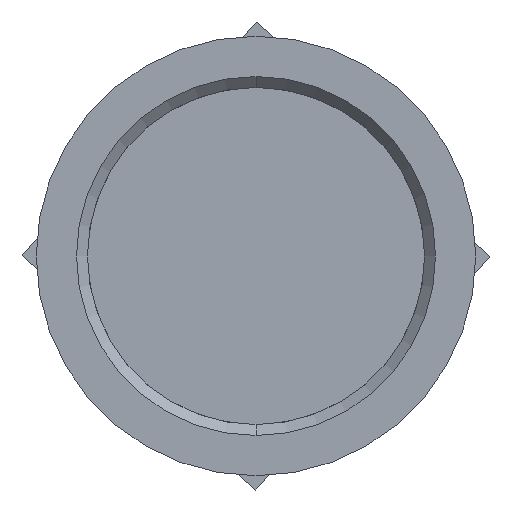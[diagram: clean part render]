
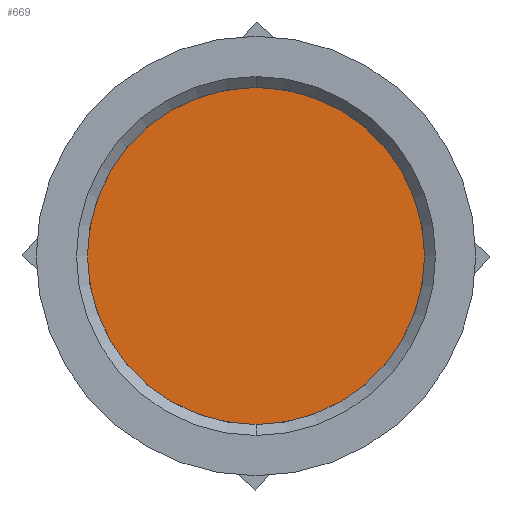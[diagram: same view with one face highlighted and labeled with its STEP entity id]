
A CAD part, front view. The second image highlights one B-rep face of the part: STEP entity #669.
In plain terms, the highlighted planar face has unit normal (0, -1, 0).
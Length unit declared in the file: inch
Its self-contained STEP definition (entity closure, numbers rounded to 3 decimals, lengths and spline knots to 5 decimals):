
#669 = ADVANCED_FACE ( 'NONE', ( #3338 ), #2868, .F. ) ;
#859 = AXIS2_PLACEMENT_3D ( 'NONE', #2869, #2856, #2854 ) ;
#1187 = VERTEX_POINT ( 'NONE', #2528 ) ;
#1876 = VERTEX_POINT ( 'NONE', #6354 ) ;
#2071 = AXIS2_PLACEMENT_3D ( 'NONE', #4366, #4354, #4353 ) ;
#2074 = AXIS2_PLACEMENT_3D ( 'NONE', #4370, #4369, #4368 ) ;
#2352 = ORIENTED_EDGE ( 'NONE', *, *, #5710, .F. ) ;
#2355 = ORIENTED_EDGE ( 'NONE', *, *, #5705, .F. ) ;
#2528 = CARTESIAN_POINT ( 'NONE',  ( 0., 0.385, -0.4 ) ) ;
#2854 = DIRECTION ( 'NONE',  ( 0., 0., 1. ) ) ;
#2856 = DIRECTION ( 'NONE',  ( 0., 1., 0. ) ) ;
#2868 = PLANE ( 'NONE',  #859 ) ;
#2869 = CARTESIAN_POINT ( 'NONE',  ( 0., 0.385, 0. ) ) ;
#3338 = FACE_OUTER_BOUND ( 'NONE', #5205, .T. ) ;
#4353 = DIRECTION ( 'NONE',  ( 0., 0., 1. ) ) ;
#4354 = DIRECTION ( 'NONE',  ( 0., 1., 0. ) ) ;
#4366 = CARTESIAN_POINT ( 'NONE',  ( 0., 0.385, 0. ) ) ;
#4368 = DIRECTION ( 'NONE',  ( 0., 0., 1. ) ) ;
#4369 = DIRECTION ( 'NONE',  ( 0., 1., 0. ) ) ;
#4370 = CARTESIAN_POINT ( 'NONE',  ( 0., 0.385, 0. ) ) ;
#4801 = CIRCLE ( 'NONE', #2074, 0.4 ) ;
#4809 = CIRCLE ( 'NONE', #2071, 0.4 ) ;
#5205 = EDGE_LOOP ( 'NONE', ( #2352, #2355 ) ) ;
#5705 = EDGE_CURVE ( 'NONE', #1876, #1187, #4801, .T. ) ;
#5710 = EDGE_CURVE ( 'NONE', #1187, #1876, #4809, .T. ) ;
#6354 = CARTESIAN_POINT ( 'NONE',  ( 0., 0.385, 0.4 ) ) ;
